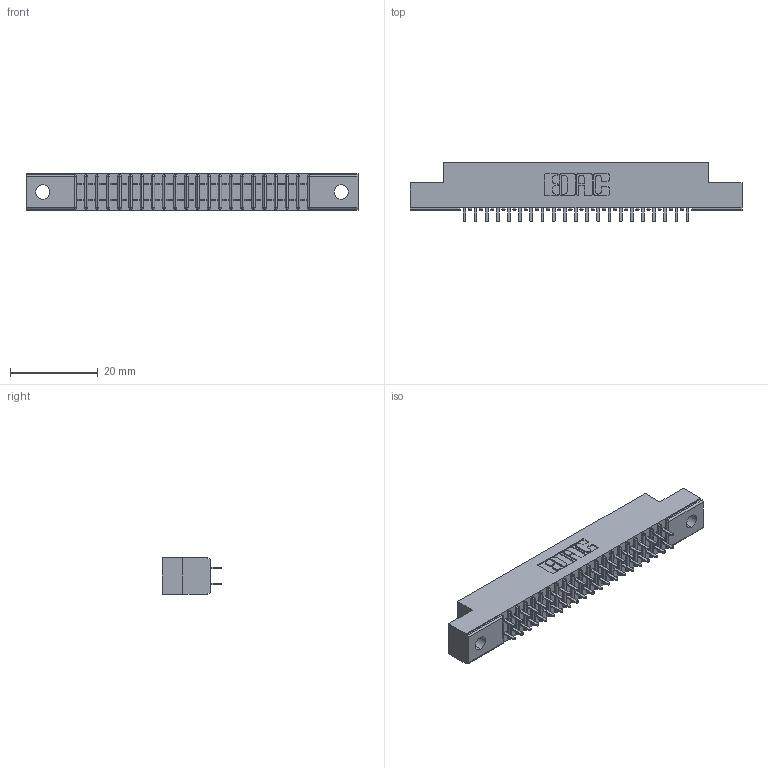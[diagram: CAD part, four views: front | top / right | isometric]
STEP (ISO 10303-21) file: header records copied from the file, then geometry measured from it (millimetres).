
FILE_DESCRIPTION (( 'STEP AP203' ), '1' );
FILE_NAME ('391-042-524-202.STEP', '2018-08-09T01:48:16', ( '' ), ( '' ), 'SwSTEP 2.0', 'SolidWorks 2016', '' );
FILE_SCHEMA (( 'CONFIG_CONTROL_DESIGN' ));
Length unit declared in the file: inch
Products named in the file (3): 341 Part_.128 (3.25) Dia Mounting Holes; 341-292-001_341-292-124; 391-042-524-202
Assembly tree (43 placements, depth 2):
  391-042-524-202
    341 Part_.128 (3.25) Dia Mounting Holes
    341-292-001_341-292-124  x42
Bounding box: 75.56 x 13.64 x 8.38 mm (x, y, z)
Volume: 4260.6 mm3; surface area: 8494.1 mm2
Topology: 43 solids, 43 shells, 2888 faces, 8359 edges, 5414 vertices
Faces by surface type: plane 1748, cylinder 1056, sphere 44, torus 40
Entity records: 28214 total; most frequent: CARTESIAN_POINT 4691, ORIENTED_EDGE 4658, DIRECTION 4567, EDGE_CURVE 2329, LINE 1859, VECTOR 1859, VERTEX_POINT 1478, AXIS2_PLACEMENT_3D 1354
